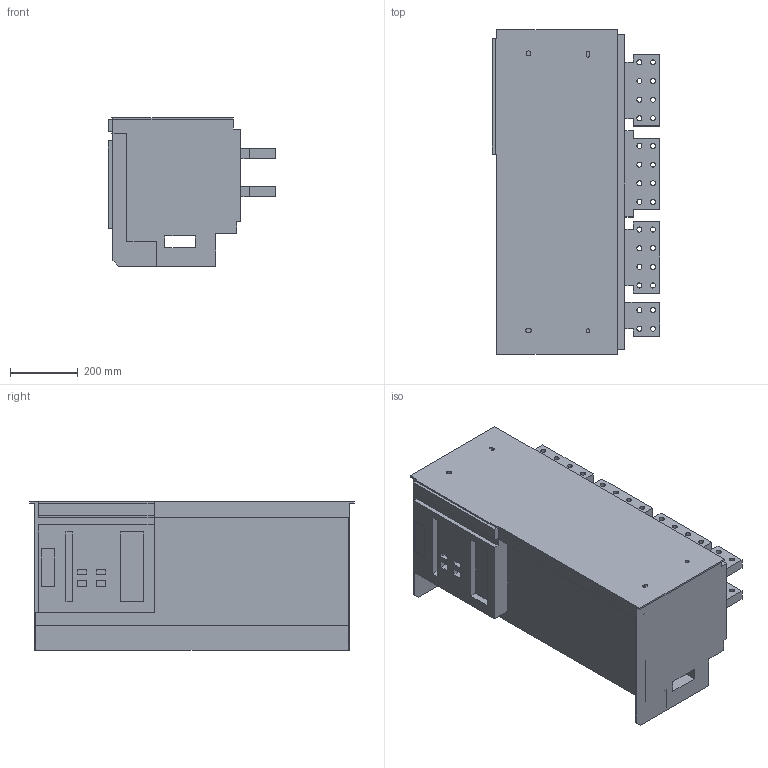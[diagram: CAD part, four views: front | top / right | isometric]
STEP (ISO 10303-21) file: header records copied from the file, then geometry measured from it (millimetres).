
FILE_DESCRIPTION((''),'2;1');
FILE_NAME('NA1-6300-DRAW-OUT-4000A5000A-4','2019-04-26T',('hyha'),(''),'CREO PARAMETRIC BY PTC INC, 2015480','CREO PARAMETRIC BY PTC INC, 2015480','');
FILE_SCHEMA(('AUTOMOTIVE_DESIGN { 1 0 10303 214 1 1 1 1 }'));
Length unit declared in the file: millimetre
Products named in the file (1): NA1-6300-DRAW-OUT-4000A5000A-4
Bounding box: 494 x 958 x 439 mm (x, y, z)
Volume: 131259255.3 mm3; surface area: 2599956.5 mm2
Topology: 1 solids, 1 shells, 273 faces, 755 edges, 503 vertices
Faces by surface type: plane 153, cylinder 120
Entity records: 9047 total; most frequent: DIRECTION 1543, CARTESIAN_POINT 1533, ORIENTED_EDGE 1510, EDGE_CURVE 755, AXIS2_PLACEMENT_3D 515, VECTOR 513, LINE 513, VERTEX_POINT 503
